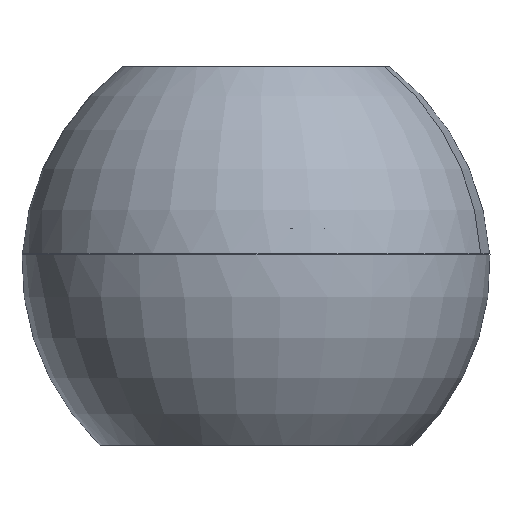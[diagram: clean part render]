
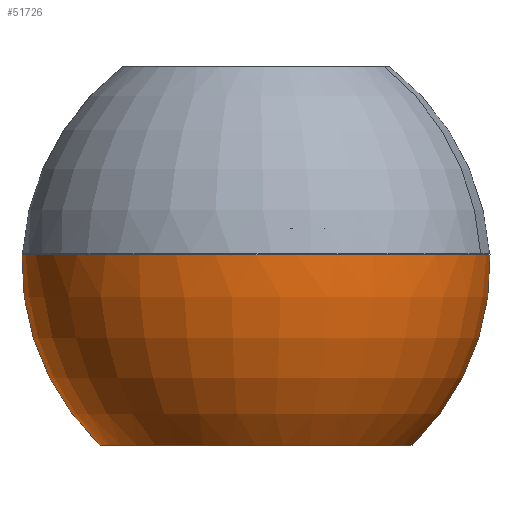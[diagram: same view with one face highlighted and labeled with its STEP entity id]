
A CAD part, left-side view. The second image highlights one B-rep face of the part: STEP entity #51726.
In plain terms, the highlighted toroidal (fillet/blend) face has major radius 3.474 mm and minor radius 48.5 mm.
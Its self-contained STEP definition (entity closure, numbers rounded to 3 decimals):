
#2469 = EDGE_CURVE ( 'NONE', #76973, #61045, #59904, .T. ) ;
#3688 = DIRECTION ( 'NONE',  ( 1., 0., 0. ) ) ;
#5614 = CIRCLE ( 'NONE', #27198, 48.5 ) ;
#6611 = CARTESIAN_POINT ( 'NONE',  ( -45., -1.508, 0. ) ) ;
#8171 = ORIENTED_EDGE ( 'NONE', *, *, #69452, .T. ) ;
#11004 = CARTESIAN_POINT ( 'NONE',  ( 0., 0.095, 0. ) ) ;
#12388 = CARTESIAN_POINT ( 'NONE',  ( 3.473, 0.095, 0. ) ) ;
#15226 = CARTESIAN_POINT ( 'NONE',  ( 0., 35.192, 0. ) ) ;
#16180 = CARTESIAN_POINT ( 'NONE',  ( 30., 35.192, 0. ) ) ;
#17347 = CARTESIAN_POINT ( 'NONE',  ( 45., -1.508, 0. ) ) ;
#18972 = EDGE_LOOP ( 'NONE', ( #24062, #8171, #32007, #48215 ) ) ;
#21363 = VERTEX_POINT ( 'NONE', #17347 ) ;
#22446 = AXIS2_PLACEMENT_3D ( 'NONE', #26746, #69391, #3688 ) ;
#24062 = ORIENTED_EDGE ( 'NONE', *, *, #2469, .T. ) ;
#26746 = CARTESIAN_POINT ( 'NONE',  ( 0., -1.508, 0. ) ) ;
#27198 = AXIS2_PLACEMENT_3D ( 'NONE', #59664, #41701, #66013 ) ;
#29292 = DIRECTION ( 'NONE',  ( -1., 0., 0. ) ) ;
#31421 = EDGE_CURVE ( 'NONE', #76973, #21363, #5614, .T. ) ;
#32007 = ORIENTED_EDGE ( 'NONE', *, *, #52424, .F. ) ;
#39521 = DIRECTION ( 'NONE',  ( 0., -1., 0. ) ) ;
#41671 = AXIS2_PLACEMENT_3D ( 'NONE', #11004, #78670, #29292 ) ;
#41701 = DIRECTION ( 'NONE',  ( 0., 0., -1. ) ) ;
#42820 = CIRCLE ( 'NONE', #22446, 45. ) ;
#46289 = DIRECTION ( 'NONE',  ( 1., 0., 0. ) ) ;
#48215 = ORIENTED_EDGE ( 'NONE', *, *, #31421, .F. ) ;
#51726 = ADVANCED_FACE ( 'NONE', ( #60396 ), #76045, .T. ) ;
#52296 = AXIS2_PLACEMENT_3D ( 'NONE', #15226, #39521, #46289 ) ;
#52424 = EDGE_CURVE ( 'NONE', #21363, #77091, #42820, .T. ) ;
#55393 = DIRECTION ( 'NONE',  ( 0., 0., 1. ) ) ;
#55600 = CIRCLE ( 'NONE', #61918, 48.5 ) ;
#59070 = CARTESIAN_POINT ( 'NONE',  ( -30., 35.192, 0. ) ) ;
#59664 = CARTESIAN_POINT ( 'NONE',  ( -3.473, 0.095, 0. ) ) ;
#59904 = CIRCLE ( 'NONE', #52296, 30. ) ;
#60396 = FACE_OUTER_BOUND ( 'NONE', #18972, .T. ) ;
#60991 = DIRECTION ( 'NONE',  ( 1., 0., 0. ) ) ;
#61045 = VERTEX_POINT ( 'NONE', #59070 ) ;
#61918 = AXIS2_PLACEMENT_3D ( 'NONE', #12388, #55393, #60991 ) ;
#66013 = DIRECTION ( 'NONE',  ( -1., 0., 0. ) ) ;
#69391 = DIRECTION ( 'NONE',  ( 0., -1., 0. ) ) ;
#69452 = EDGE_CURVE ( 'NONE', #61045, #77091, #55600, .T. ) ;
#76045 = TOROIDAL_SURFACE ( 'NONE', #41671, -3.473, 48.5 ) ;
#76973 = VERTEX_POINT ( 'NONE', #16180 ) ;
#77091 = VERTEX_POINT ( 'NONE', #6611 ) ;
#78670 = DIRECTION ( 'NONE',  ( 0., -1., 0. ) ) ;
